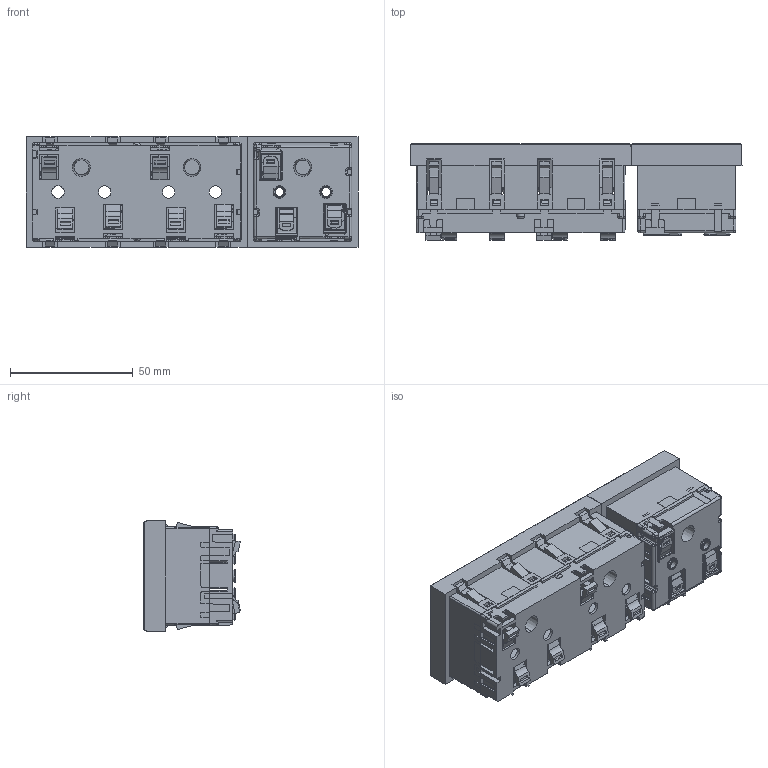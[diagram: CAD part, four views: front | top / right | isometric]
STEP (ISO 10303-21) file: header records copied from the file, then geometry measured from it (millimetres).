
FILE_DESCRIPTION (( 'STEP AP214' ), '1' );
FILE_NAME ('6120200.STEP', '2025-09-26T13:45:27', ( '' ), ( '' ), 'SwSTEP 2.0', 'SolidWorks 2024', '' );
FILE_SCHEMA (( 'AUTOMOTIVE_DESIGN' ));
Length unit declared in the file: millimetre
Products named in the file (8): 044035; 044037; 077658_ohne NF logo; 044034_Standard; 6120200; 077659_ohne NF logo; 044050_ohne NF logo; 044036_Standard
Assembly tree (9 placements, depth 3):
  6120200
    044037
    044036_Standard
    077658_ohne NF logo
      044034_Standard
      044050_ohne NF logo
    077659_ohne NF logo
      044035
      044050_ohne NF logo  x2
Bounding box: 135 x 39.29 x 45 mm (x, y, z)
Volume: 57600.2 mm3; surface area: 81900.8 mm2
Topology: 7 solids, 7 shells, 2619 faces, 7341 edges, 4693 vertices
Faces by surface type: plane 1980, cylinder 366, cone 121, bspline 114, torus 30, sphere 8
Entity records: 80989 total; most frequent: CARTESIAN_POINT 21573, ORIENTED_EDGE 13234, DIRECTION 11009, EDGE_CURVE 6617, LINE 5391, VECTOR 5391, VERTEX_POINT 4237, AXIS2_PLACEMENT_3D 2809
